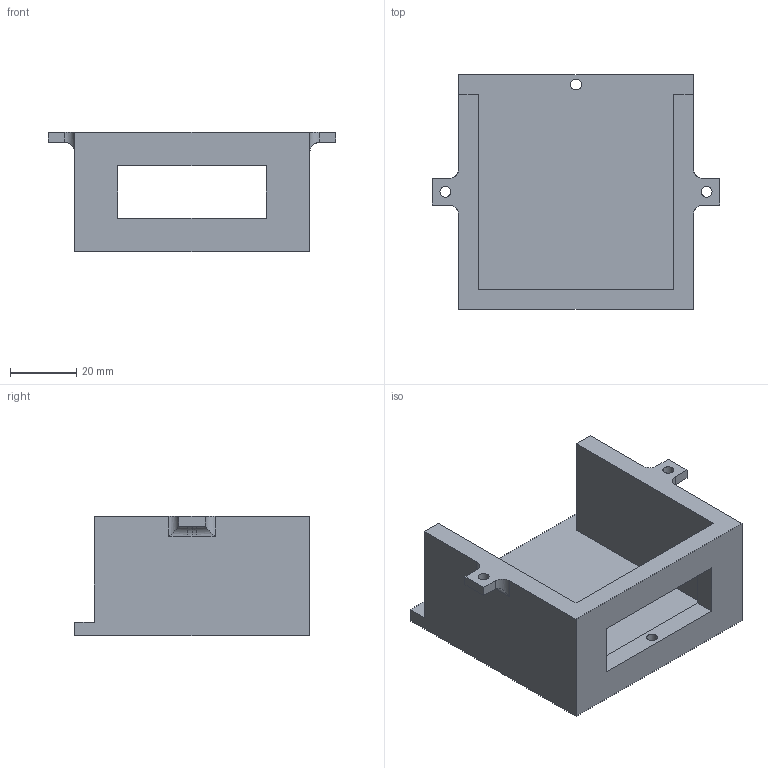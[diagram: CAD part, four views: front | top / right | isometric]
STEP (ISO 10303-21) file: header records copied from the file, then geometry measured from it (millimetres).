
FILE_DESCRIPTION(('STEP AP203'), '1');
FILE_NAME('ÍèçÊðåïëåíèÿËèäàðà', '', ('UNSPECIFIED'), ('UNSPECIFIED'), 'C3D Converter', 'C3D Toolkit', '');
FILE_SCHEMA(('CONFIG_CONTROL_DESIGN'));
Length unit declared in the file: millimetre
Bounding box: 87 x 71 x 36 mm (x, y, z)
Volume: 52169.3 mm3; surface area: 23748.2 mm2
Topology: 1 solids, 1 shells, 43 faces, 114 edges, 73 vertices
Faces by surface type: plane 26, cylinder 14, bspline 3
Full cylindrical faces by diameter (mm): 3.3 x6
Entity records: 1666 total; most frequent: CARTESIAN_POINT 582, ORIENTED_EDGE 216, DIRECTION 200, EDGE_CURVE 108, LINE 76, VECTOR 76, VERTEX_POINT 73, AXIS2_PLACEMENT_3D 62
